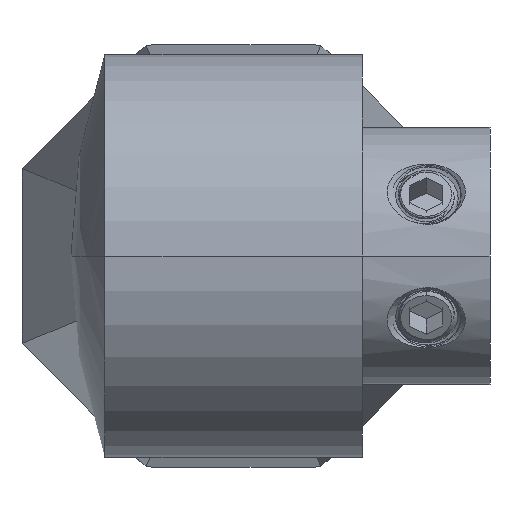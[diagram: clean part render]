
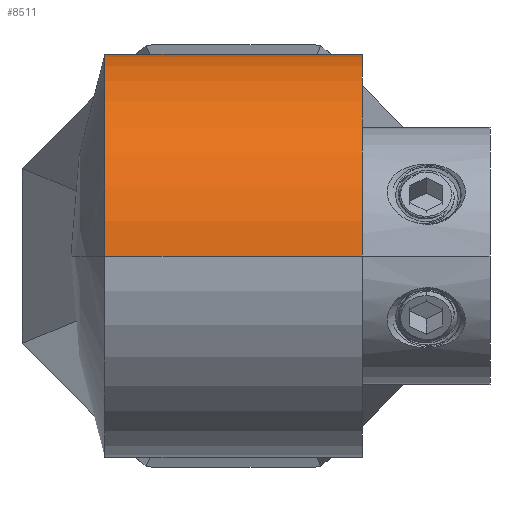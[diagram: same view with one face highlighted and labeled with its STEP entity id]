
A CAD part, left-side view. The second image highlights one B-rep face of the part: STEP entity #8511.
In plain terms, the highlighted cylindrical face has radius 12.446 mm (diameter 24.892 mm), a partial arc.
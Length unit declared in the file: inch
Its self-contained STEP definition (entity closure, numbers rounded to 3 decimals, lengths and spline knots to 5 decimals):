
#12=DIRECTION('',(-1.,0.,0.));
#13=VECTOR('',#12,0.1195);
#14=CARTESIAN_POINT('',(0.935,-0.49,0.));
#15=LINE('',#14,#13);
#21=DIRECTION('',(-1.,0.,0.));
#22=VECTOR('',#21,0.625);
#23=CARTESIAN_POINT('',(0.935,0.49,0.));
#24=LINE('',#23,#22);
#25=DIRECTION('',(-1.,0.,0.));
#26=VECTOR('',#25,0.1205);
#27=CARTESIAN_POINT('',(0.4305,-0.49,0.));
#28=LINE('',#27,#26);
#89=CARTESIAN_POINT('',(0.4305,-0.49,0.));
#90=CARTESIAN_POINT('',(0.4305,-0.49,0.0035));
#91=CARTESIAN_POINT('',(0.43069,-0.48993,
0.01049));
#92=CARTESIAN_POINT('',(0.43155,-0.48959,
0.02098));
#93=CARTESIAN_POINT('',(0.43298,-0.48903,
0.03142));
#94=CARTESIAN_POINT('',(0.435,-0.48825,
0.04181));
#95=CARTESIAN_POINT('',(0.43759,-0.48726,
0.05211));
#96=CARTESIAN_POINT('',(0.44076,-0.48606,
0.06233));
#97=CARTESIAN_POINT('',(0.44453,-0.48466,
0.0724));
#98=CARTESIAN_POINT('',(0.44887,-0.48307,
0.08232));
#99=CARTESIAN_POINT('',(0.45381,-0.48131,
0.09204));
#100=CARTESIAN_POINT('',(0.45933,-0.4794,
0.10153));
#101=CARTESIAN_POINT('',(0.46542,-0.47735,
0.11074));
#102=CARTESIAN_POINT('',(0.47206,-0.4752,
0.11964));
#103=CARTESIAN_POINT('',(0.47923,-0.47297,
0.12817));
#104=CARTESIAN_POINT('',(0.48689,-0.47069,
0.13628));
#105=CARTESIAN_POINT('',(0.49502,-0.4684,
0.14394));
#106=CARTESIAN_POINT('',(0.50358,-0.46613,
0.15112));
#107=CARTESIAN_POINT('',(0.5125,-0.46393,
0.15776));
#108=CARTESIAN_POINT('',(0.52176,-0.46181,
0.16385));
#109=CARTESIAN_POINT('',(0.53127,-0.45981,
0.16936));
#110=CARTESIAN_POINT('',(0.54103,-0.45796,
0.17429));
#111=CARTESIAN_POINT('',(0.55096,-0.45629,
0.17862));
#112=CARTESIAN_POINT('',(0.56104,-0.45481,
0.18236));
#113=CARTESIAN_POINT('',(0.57123,-0.45353,
0.18551));
#114=CARTESIAN_POINT('',(0.5815,-0.45247,
0.18807));
#115=CARTESIAN_POINT('',(0.59183,-0.45164,
0.19006));
#116=CARTESIAN_POINT('',(0.60219,-0.45104,
0.19147));
#117=CARTESIAN_POINT('',(0.6126,-0.45068,
0.19231));
#118=CARTESIAN_POINT('',(0.623,-0.45056,
0.19259));
#119=CARTESIAN_POINT('',(0.6334,-0.45068,
0.19231));
#120=CARTESIAN_POINT('',(0.64381,-0.45104,
0.19147));
#121=CARTESIAN_POINT('',(0.65417,-0.45164,
0.19006));
#122=CARTESIAN_POINT('',(0.6645,-0.45247,
0.18807));
#123=CARTESIAN_POINT('',(0.67477,-0.45353,
0.18551));
#124=CARTESIAN_POINT('',(0.68496,-0.45481,
0.18236));
#125=CARTESIAN_POINT('',(0.69504,-0.45629,
0.17862));
#126=CARTESIAN_POINT('',(0.70497,-0.45796,
0.17429));
#127=CARTESIAN_POINT('',(0.71473,-0.45981,
0.16936));
#128=CARTESIAN_POINT('',(0.72424,-0.46181,
0.16385));
#129=CARTESIAN_POINT('',(0.7335,-0.46393,
0.15776));
#130=CARTESIAN_POINT('',(0.74242,-0.46613,
0.15112));
#131=CARTESIAN_POINT('',(0.75098,-0.4684,
0.14394));
#132=CARTESIAN_POINT('',(0.75911,-0.47069,
0.13628));
#133=CARTESIAN_POINT('',(0.76677,-0.47297,
0.12817));
#134=CARTESIAN_POINT('',(0.77394,-0.4752,
0.11964));
#135=CARTESIAN_POINT('',(0.78058,-0.47735,
0.11074));
#136=CARTESIAN_POINT('',(0.78667,-0.4794,
0.10153));
#137=CARTESIAN_POINT('',(0.79219,-0.48131,
0.09205));
#138=CARTESIAN_POINT('',(0.79713,-0.48307,
0.08232));
#139=CARTESIAN_POINT('',(0.80147,-0.48466,
0.07241));
#140=CARTESIAN_POINT('',(0.80524,-0.48606,
0.06233));
#141=CARTESIAN_POINT('',(0.80841,-0.48726,
0.05211));
#142=CARTESIAN_POINT('',(0.811,-0.48825,
0.04181));
#143=CARTESIAN_POINT('',(0.81302,-0.48903,
0.03142));
#144=CARTESIAN_POINT('',(0.81445,-0.48959,
0.02098));
#145=CARTESIAN_POINT('',(0.81531,-0.48993,
0.01049));
#146=CARTESIAN_POINT('',(0.8155,-0.49,0.0035));
#147=CARTESIAN_POINT('',(0.8155,-0.49,0.));
#149=CARTESIAN_POINT('',(0.935,0.,0.));
#150=DIRECTION('',(1.,0.,0.));
#151=DIRECTION('',(0.,1.,0.));
#152=AXIS2_PLACEMENT_3D('',#149,#150,#151);
#2931=CARTESIAN_POINT('',(0.31,0.,0.));
#2932=DIRECTION('',(1.,0.,0.));
#2933=DIRECTION('',(0.,1.,0.));
#2934=AXIS2_PLACEMENT_3D('',#2931,#2932,#2933);
#7959=CARTESIAN_POINT('',(0.935,0.49,0.));
#7961=VERTEX_POINT('',#7959);
#7962=CARTESIAN_POINT('',(0.31,0.49,0.));
#7963=VERTEX_POINT('',#7962);
#7968=CARTESIAN_POINT('',(0.935,-0.49,0.));
#7969=VERTEX_POINT('',#7968);
#7974=CARTESIAN_POINT('',(0.31,-0.49,0.));
#7975=VERTEX_POINT('',#7974);
#8038=CARTESIAN_POINT('',(0.8155,-0.49,0.));
#8039=VERTEX_POINT('',#8038);
#8040=CARTESIAN_POINT('',(0.4305,-0.49,0.));
#8041=VERTEX_POINT('',#8040);
#8496=CARTESIAN_POINT('',(-0.05086,0.,0.));
#8497=DIRECTION('',(1.,0.,0.));
#8498=DIRECTION('',(0.,-1.,0.));
#8499=AXIS2_PLACEMENT_3D('',#8496,#8497,#8498);
#8500=CYLINDRICAL_SURFACE('',#8499,0.49);
#8501=ORIENTED_EDGE('',*,*,#8482,.T.);
#8503=ORIENTED_EDGE('',*,*,#8502,.F.);
#8504=ORIENTED_EDGE('',*,*,#8489,.T.);
#8506=ORIENTED_EDGE('',*,*,#8505,.F.);
#8507=ORIENTED_EDGE('',*,*,#8485,.F.);
#8508=ORIENTED_EDGE('',*,*,#8460,.T.);
#8509=EDGE_LOOP('',(#8501,#8503,#8504,#8506,#8507,#8508));
#8510=FACE_OUTER_BOUND('',#8509,.F.);
#8511=ADVANCED_FACE('',(#8510),#8500,.T.);
#148=B_SPLINE_CURVE_WITH_KNOTS('',3,(#89,#90,#91,#92,#93,#94,#95,#96,#97,#98,
#99,#100,#101,#102,#103,#104,#105,#106,#107,#108,#109,#110,#111,#112,#113,#114,
#115,#116,#117,#118,#119,#120,#121,#122,#123,#124,#125,#126,#127,#128,#129,#130,
#131,#132,#133,#134,#135,#136,#137,#138,#139,#140,#141,#142,#143,#144,#145,#146,
#147),.UNSPECIFIED.,.F.,.F.,(4,1,1,1,1,1,1,1,1,1,1,1,1,1,1,1,1,1,1,1,1,1,1,1,1,
1,1,1,1,1,1,1,1,1,1,1,1,1,1,1,1,1,1,1,1,1,1,1,1,1,1,1,1,1,1,1,4),(0.,
0.01786,0.03571,0.05357,0.07143,
0.08929,0.10714,0.125,0.14286,0.16071,
0.17857,0.19643,0.21429,0.23214,0.25,
0.26786,0.28571,0.30357,0.32143,
0.33929,0.35714,0.375,0.39286,0.41071,
0.42857,0.44643,0.46429,0.48214,0.5,
0.51786,0.53571,0.55357,0.57143,
0.58929,0.60714,0.625,0.64286,0.66071,
0.67857,0.69643,0.71429,0.73214,0.75,
0.76786,0.78571,0.80357,0.82143,
0.83929,0.85714,0.875,0.89286,0.91071,
0.92857,0.94643,0.96429,0.98214,1.),
.UNSPECIFIED.);
#153=CIRCLE('',#152,0.49);
#2935=CIRCLE('',#2934,0.49);
#8460=EDGE_CURVE('',#7961,#7969,#153,.T.);
#8482=EDGE_CURVE('',#7969,#8039,#15,.T.);
#8485=EDGE_CURVE('',#7961,#7963,#24,.T.);
#8489=EDGE_CURVE('',#8041,#7975,#28,.T.);
#8502=EDGE_CURVE('',#8041,#8039,#148,.T.);
#8505=EDGE_CURVE('',#7963,#7975,#2935,.T.);
